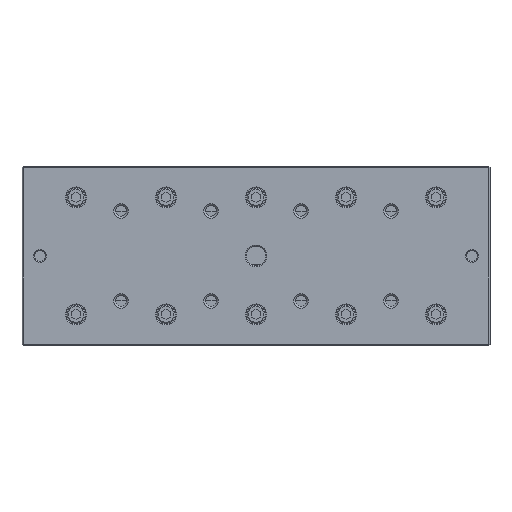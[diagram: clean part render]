
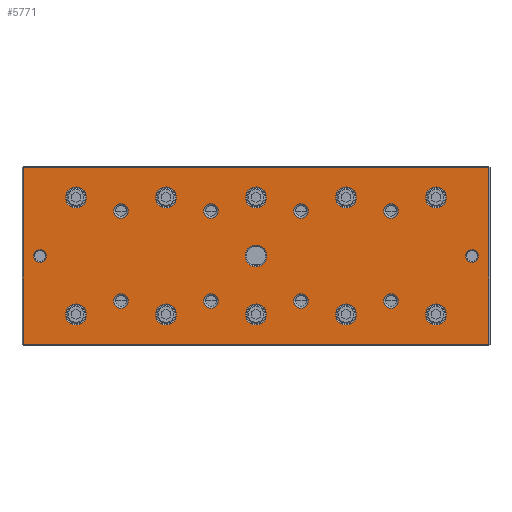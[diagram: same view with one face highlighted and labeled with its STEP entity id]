
A CAD part, top view. The second image highlights one B-rep face of the part: STEP entity #5771.
In plain terms, the highlighted planar face has unit normal (0, 0, 1).
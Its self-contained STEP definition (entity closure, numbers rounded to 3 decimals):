
#4962=FACE_BOUND('',#8699,.T.);
#4963=FACE_BOUND('',#8700,.T.);
#4964=FACE_BOUND('',#8701,.T.);
#4965=FACE_BOUND('',#8702,.T.);
#4966=FACE_BOUND('',#8703,.T.);
#4967=FACE_BOUND('',#8704,.T.);
#4968=FACE_BOUND('',#8705,.T.);
#4969=FACE_BOUND('',#8706,.T.);
#4970=FACE_BOUND('',#8707,.T.);
#4971=FACE_BOUND('',#8708,.T.);
#4972=FACE_BOUND('',#8709,.T.);
#4973=FACE_BOUND('',#8710,.T.);
#4974=FACE_BOUND('',#8711,.T.);
#4975=FACE_BOUND('',#8712,.T.);
#4976=FACE_BOUND('',#8713,.T.);
#4977=FACE_BOUND('',#8714,.T.);
#4978=FACE_BOUND('',#8715,.T.);
#4979=FACE_BOUND('',#8716,.T.);
#4980=FACE_BOUND('',#8717,.T.);
#4981=FACE_BOUND('',#8718,.T.);
#4982=FACE_BOUND('',#8719,.T.);
#4983=FACE_BOUND('',#8720,.T.);
#5385=CIRCLE('',#23518,6.);
#5386=CIRCLE('',#23519,3.5);
#5387=CIRCLE('',#23520,3.5);
#5388=CIRCLE('',#23521,4.);
#5389=CIRCLE('',#23522,4.);
#5390=CIRCLE('',#23523,4.);
#5391=CIRCLE('',#23524,4.);
#5392=CIRCLE('',#23525,4.);
#5393=CIRCLE('',#23526,4.);
#5394=CIRCLE('',#23527,4.);
#5395=CIRCLE('',#23528,4.);
#5396=CIRCLE('',#23529,5.825);
#5397=CIRCLE('',#23530,5.825);
#5398=CIRCLE('',#23531,5.825);
#5399=CIRCLE('',#23532,5.825);
#5400=CIRCLE('',#23533,5.825);
#5401=CIRCLE('',#23534,5.825);
#5402=CIRCLE('',#23535,5.825);
#5403=CIRCLE('',#23536,5.825);
#5404=CIRCLE('',#23537,5.825);
#5405=CIRCLE('',#23538,5.825);
#5771=ADVANCED_FACE('',(#4962,#4963,#4964,#4965,#4966,#4967,#4968,#4969,
#4970,#4971,#4972,#4973,#4974,#4975,#4976,#4977,#4978,#4979,#4980,#4981,
#4982,#4983),#6820,.F.);
#6820=PLANE('',#23539);
#8699=EDGE_LOOP('',(#11141));
#8700=EDGE_LOOP('',(#11142));
#8701=EDGE_LOOP('',(#11143));
#8702=EDGE_LOOP('',(#11144));
#8703=EDGE_LOOP('',(#11145));
#8704=EDGE_LOOP('',(#11146));
#8705=EDGE_LOOP('',(#11147));
#8706=EDGE_LOOP('',(#11148));
#8707=EDGE_LOOP('',(#11149));
#8708=EDGE_LOOP('',(#11150));
#8709=EDGE_LOOP('',(#11151));
#8710=EDGE_LOOP('',(#11152));
#8711=EDGE_LOOP('',(#11153));
#8712=EDGE_LOOP('',(#11154));
#8713=EDGE_LOOP('',(#11155));
#8714=EDGE_LOOP('',(#11156));
#8715=EDGE_LOOP('',(#11157));
#8716=EDGE_LOOP('',(#11158));
#8717=EDGE_LOOP('',(#11159));
#8718=EDGE_LOOP('',(#11160));
#8719=EDGE_LOOP('',(#11161));
#8720=EDGE_LOOP('',(#11162,#11163,#11164,#11165));
#11141=ORIENTED_EDGE('',*,*,#17594,.T.);
#11142=ORIENTED_EDGE('',*,*,#17595,.F.);
#11143=ORIENTED_EDGE('',*,*,#17596,.T.);
#11144=ORIENTED_EDGE('',*,*,#17597,.T.);
#11145=ORIENTED_EDGE('',*,*,#17598,.T.);
#11146=ORIENTED_EDGE('',*,*,#17599,.T.);
#11147=ORIENTED_EDGE('',*,*,#17600,.T.);
#11148=ORIENTED_EDGE('',*,*,#17601,.T.);
#11149=ORIENTED_EDGE('',*,*,#17602,.T.);
#11150=ORIENTED_EDGE('',*,*,#17603,.T.);
#11151=ORIENTED_EDGE('',*,*,#17604,.T.);
#11152=ORIENTED_EDGE('',*,*,#17605,.T.);
#11153=ORIENTED_EDGE('',*,*,#17606,.T.);
#11154=ORIENTED_EDGE('',*,*,#17607,.T.);
#11155=ORIENTED_EDGE('',*,*,#17608,.T.);
#11156=ORIENTED_EDGE('',*,*,#17609,.T.);
#11157=ORIENTED_EDGE('',*,*,#17610,.T.);
#11158=ORIENTED_EDGE('',*,*,#17611,.T.);
#11159=ORIENTED_EDGE('',*,*,#17612,.T.);
#11160=ORIENTED_EDGE('',*,*,#17613,.T.);
#11161=ORIENTED_EDGE('',*,*,#17614,.T.);
#11162=ORIENTED_EDGE('',*,*,#17615,.T.);
#11163=ORIENTED_EDGE('',*,*,#17616,.T.);
#11164=ORIENTED_EDGE('',*,*,#17617,.T.);
#11165=ORIENTED_EDGE('',*,*,#17618,.T.);
#15685=VERTEX_POINT('',#31145);
#15686=VERTEX_POINT('',#31147);
#15687=VERTEX_POINT('',#31149);
#15688=VERTEX_POINT('',#31151);
#15689=VERTEX_POINT('',#31153);
#15690=VERTEX_POINT('',#31155);
#15691=VERTEX_POINT('',#31157);
#15692=VERTEX_POINT('',#31159);
#15693=VERTEX_POINT('',#31161);
#15694=VERTEX_POINT('',#31163);
#15695=VERTEX_POINT('',#31165);
#15696=VERTEX_POINT('',#31167);
#15697=VERTEX_POINT('',#31169);
#15698=VERTEX_POINT('',#31171);
#15699=VERTEX_POINT('',#31173);
#15700=VERTEX_POINT('',#31175);
#15701=VERTEX_POINT('',#31177);
#15702=VERTEX_POINT('',#31179);
#15703=VERTEX_POINT('',#31181);
#15704=VERTEX_POINT('',#31183);
#15705=VERTEX_POINT('',#31185);
#15706=VERTEX_POINT('',#31187);
#15707=VERTEX_POINT('',#31188);
#15708=VERTEX_POINT('',#31190);
#15709=VERTEX_POINT('',#31192);
#17594=EDGE_CURVE('',#15685,#15685,#5385,.T.);
#17595=EDGE_CURVE('',#15686,#15686,#5386,.T.);
#17596=EDGE_CURVE('',#15687,#15687,#5387,.T.);
#17597=EDGE_CURVE('',#15688,#15688,#5388,.T.);
#17598=EDGE_CURVE('',#15689,#15689,#5389,.T.);
#17599=EDGE_CURVE('',#15690,#15690,#5390,.T.);
#17600=EDGE_CURVE('',#15691,#15691,#5391,.T.);
#17601=EDGE_CURVE('',#15692,#15692,#5392,.T.);
#17602=EDGE_CURVE('',#15693,#15693,#5393,.T.);
#17603=EDGE_CURVE('',#15694,#15694,#5394,.T.);
#17604=EDGE_CURVE('',#15695,#15695,#5395,.T.);
#17605=EDGE_CURVE('',#15696,#15696,#5396,.T.);
#17606=EDGE_CURVE('',#15697,#15697,#5397,.T.);
#17607=EDGE_CURVE('',#15698,#15698,#5398,.T.);
#17608=EDGE_CURVE('',#15699,#15699,#5399,.T.);
#17609=EDGE_CURVE('',#15700,#15700,#5400,.T.);
#17610=EDGE_CURVE('',#15701,#15701,#5401,.T.);
#17611=EDGE_CURVE('',#15702,#15702,#5402,.T.);
#17612=EDGE_CURVE('',#15703,#15703,#5403,.T.);
#17613=EDGE_CURVE('',#15704,#15704,#5404,.T.);
#17614=EDGE_CURVE('',#15705,#15705,#5405,.T.);
#17615=EDGE_CURVE('',#15706,#15707,#19912,.T.);
#17616=EDGE_CURVE('',#15707,#15708,#19913,.T.);
#17617=EDGE_CURVE('',#15708,#15709,#19914,.T.);
#17618=EDGE_CURVE('',#15709,#15706,#19915,.T.);
#19912=LINE('',#31186,#21878);
#19913=LINE('',#31189,#21879);
#19914=LINE('',#31191,#21880);
#19915=LINE('',#31193,#21881);
#21878=VECTOR('',#25775,1.);
#21879=VECTOR('',#25776,1.);
#21880=VECTOR('',#25777,1.);
#21881=VECTOR('',#25778,1.);
#23518=AXIS2_PLACEMENT_3D('',#31144,#25733,#25734);
#23519=AXIS2_PLACEMENT_3D('',#31146,#25735,#25736);
#23520=AXIS2_PLACEMENT_3D('',#31148,#25737,#25738);
#23521=AXIS2_PLACEMENT_3D('',#31150,#25739,#25740);
#23522=AXIS2_PLACEMENT_3D('',#31152,#25741,#25742);
#23523=AXIS2_PLACEMENT_3D('',#31154,#25743,#25744);
#23524=AXIS2_PLACEMENT_3D('',#31156,#25745,#25746);
#23525=AXIS2_PLACEMENT_3D('',#31158,#25747,#25748);
#23526=AXIS2_PLACEMENT_3D('',#31160,#25749,#25750);
#23527=AXIS2_PLACEMENT_3D('',#31162,#25751,#25752);
#23528=AXIS2_PLACEMENT_3D('',#31164,#25753,#25754);
#23529=AXIS2_PLACEMENT_3D('',#31166,#25755,#25756);
#23530=AXIS2_PLACEMENT_3D('',#31168,#25757,#25758);
#23531=AXIS2_PLACEMENT_3D('',#31170,#25759,#25760);
#23532=AXIS2_PLACEMENT_3D('',#31172,#25761,#25762);
#23533=AXIS2_PLACEMENT_3D('',#31174,#25763,#25764);
#23534=AXIS2_PLACEMENT_3D('',#31176,#25765,#25766);
#23535=AXIS2_PLACEMENT_3D('',#31178,#25767,#25768);
#23536=AXIS2_PLACEMENT_3D('',#31180,#25769,#25770);
#23537=AXIS2_PLACEMENT_3D('',#31182,#25771,#25772);
#23538=AXIS2_PLACEMENT_3D('',#31184,#25773,#25774);
#23539=AXIS2_PLACEMENT_3D('',#31194,#25779,#25780);
#25733=DIRECTION('',(0.,0.,-1.));
#25734=DIRECTION('',(-1.,0.,0.));
#25735=DIRECTION('',(0.,0.,1.));
#25736=DIRECTION('',(1.,0.,0.));
#25737=DIRECTION('',(0.,0.,-1.));
#25738=DIRECTION('',(-1.,0.,0.));
#25739=DIRECTION('',(0.,0.,-1.));
#25740=DIRECTION('',(-1.,0.,0.));
#25741=DIRECTION('',(0.,0.,-1.));
#25742=DIRECTION('',(-1.,0.,0.));
#25743=DIRECTION('',(0.,0.,-1.));
#25744=DIRECTION('',(-1.,0.,0.));
#25745=DIRECTION('',(0.,0.,-1.));
#25746=DIRECTION('',(-1.,0.,0.));
#25747=DIRECTION('',(0.,0.,-1.));
#25748=DIRECTION('',(-1.,0.,0.));
#25749=DIRECTION('',(0.,0.,-1.));
#25750=DIRECTION('',(-1.,0.,0.));
#25751=DIRECTION('',(0.,0.,-1.));
#25752=DIRECTION('',(-1.,0.,0.));
#25753=DIRECTION('',(0.,0.,-1.));
#25754=DIRECTION('',(-1.,0.,0.));
#25755=DIRECTION('',(0.,0.,-1.));
#25756=DIRECTION('',(-1.,0.,0.));
#25757=DIRECTION('',(0.,0.,-1.));
#25758=DIRECTION('',(-1.,0.,0.));
#25759=DIRECTION('',(0.,0.,-1.));
#25760=DIRECTION('',(-1.,0.,0.));
#25761=DIRECTION('',(0.,0.,-1.));
#25762=DIRECTION('',(-1.,0.,0.));
#25763=DIRECTION('',(0.,0.,-1.));
#25764=DIRECTION('',(-1.,0.,0.));
#25765=DIRECTION('',(0.,0.,-1.));
#25766=DIRECTION('',(-1.,0.,0.));
#25767=DIRECTION('',(0.,0.,-1.));
#25768=DIRECTION('',(-1.,0.,0.));
#25769=DIRECTION('',(0.,0.,-1.));
#25770=DIRECTION('',(-1.,0.,0.));
#25771=DIRECTION('',(0.,0.,-1.));
#25772=DIRECTION('',(-1.,0.,0.));
#25773=DIRECTION('',(0.,0.,-1.));
#25774=DIRECTION('',(-1.,0.,0.));
#25775=DIRECTION('',(1.,0.,0.));
#25776=DIRECTION('',(0.,1.,0.));
#25777=DIRECTION('',(-1.,0.,0.));
#25778=DIRECTION('',(0.,-1.,0.));
#25779=DIRECTION('',(0.,0.,-1.));
#25780=DIRECTION('',(1.,0.,0.));
#31144=CARTESIAN_POINT('',(210.,49.75,45.));
#31145=CARTESIAN_POINT('',(204.,49.75,45.));
#31146=CARTESIAN_POINT('',(330.,49.75,45.));
#31147=CARTESIAN_POINT('',(333.5,49.75,45.));
#31148=CARTESIAN_POINT('',(90.,49.75,45.));
#31149=CARTESIAN_POINT('',(86.5,49.75,45.));
#31150=CARTESIAN_POINT('',(285.,24.75,45.));
#31151=CARTESIAN_POINT('',(281.,24.75,45.));
#31152=CARTESIAN_POINT('',(285.,74.75,45.));
#31153=CARTESIAN_POINT('',(281.,74.75,45.));
#31154=CARTESIAN_POINT('',(235.,24.75,45.));
#31155=CARTESIAN_POINT('',(231.,24.75,45.));
#31156=CARTESIAN_POINT('',(235.,74.75,45.));
#31157=CARTESIAN_POINT('',(231.,74.75,45.));
#31158=CARTESIAN_POINT('',(185.,24.75,45.));
#31159=CARTESIAN_POINT('',(181.,24.75,45.));
#31160=CARTESIAN_POINT('',(185.,74.75,45.));
#31161=CARTESIAN_POINT('',(181.,74.75,45.));
#31162=CARTESIAN_POINT('',(135.,24.75,45.));
#31163=CARTESIAN_POINT('',(131.,24.75,45.));
#31164=CARTESIAN_POINT('',(135.,74.75,45.));
#31165=CARTESIAN_POINT('',(131.,74.75,45.));
#31166=CARTESIAN_POINT('',(310.,17.25,45.));
#31167=CARTESIAN_POINT('',(304.175,17.25,45.));
#31168=CARTESIAN_POINT('',(310.,82.25,45.));
#31169=CARTESIAN_POINT('',(304.175,82.25,45.));
#31170=CARTESIAN_POINT('',(260.,17.25,45.));
#31171=CARTESIAN_POINT('',(254.175,17.25,45.));
#31172=CARTESIAN_POINT('',(260.,82.25,45.));
#31173=CARTESIAN_POINT('',(254.175,82.25,45.));
#31174=CARTESIAN_POINT('',(210.,17.25,45.));
#31175=CARTESIAN_POINT('',(204.175,17.25,45.));
#31176=CARTESIAN_POINT('',(210.,82.25,45.));
#31177=CARTESIAN_POINT('',(204.175,82.25,45.));
#31178=CARTESIAN_POINT('',(160.,17.25,45.));
#31179=CARTESIAN_POINT('',(154.175,17.25,45.));
#31180=CARTESIAN_POINT('',(160.,82.25,45.));
#31181=CARTESIAN_POINT('',(154.175,82.25,45.));
#31182=CARTESIAN_POINT('',(110.,17.25,45.));
#31183=CARTESIAN_POINT('',(104.175,17.25,45.));
#31184=CARTESIAN_POINT('',(110.,82.25,45.));
#31185=CARTESIAN_POINT('',(104.175,82.25,45.));
#31186=CARTESIAN_POINT('',(340.,0.7,45.));
#31187=CARTESIAN_POINT('',(80.7,0.7,45.));
#31188=CARTESIAN_POINT('',(339.3,0.7,45.));
#31189=CARTESIAN_POINT('',(339.3,99.5,45.));
#31190=CARTESIAN_POINT('',(339.3,98.8,45.));
#31191=CARTESIAN_POINT('',(340.,98.8,45.));
#31192=CARTESIAN_POINT('',(80.7,98.8,45.));
#31193=CARTESIAN_POINT('',(80.7,0.7,45.));
#31194=CARTESIAN_POINT('',(340.,99.5,45.));
